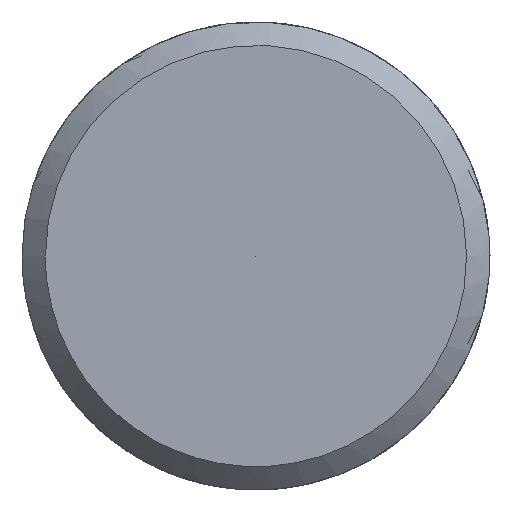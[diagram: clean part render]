
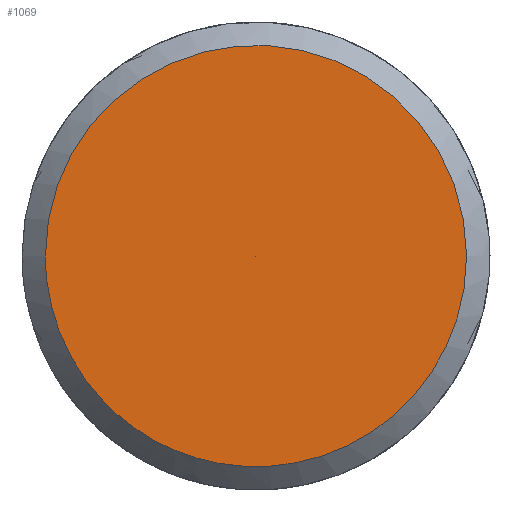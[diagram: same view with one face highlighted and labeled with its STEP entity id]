
A CAD part, left-side view. The second image highlights one B-rep face of the part: STEP entity #1069.
In plain terms, the highlighted free-form (B-spline) face has degree [5, 1] with [6, 2] control points.
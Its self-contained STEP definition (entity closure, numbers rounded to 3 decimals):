
#997 = CARTESIAN_POINT ('', (-57., 2.25, 0.));
#998 = VERTEX_POINT ('', #997);
#1008 = CARTESIAN_POINT ('', (-57., 2.25, 0.));
#1009 = CARTESIAN_POINT ('', (-57., 2.25, 9.));
#1010 = CARTESIAN_POINT ('', (-57., -6.75, 4.5));
#1011 = CARTESIAN_POINT ('', (-57., -6.75, -4.5));
#1012 = CARTESIAN_POINT ('', (-57., 2.25, -9.));
#1013 = CARTESIAN_POINT ('', (-57., 2.25, 0.));
#1014 = (
   BOUNDED_CURVE ()
   B_SPLINE_CURVE (5, (#1008, #1009, #1010, #1011, #1012, #1013), .UNSPECIFIED., .T., .U.)
   B_SPLINE_CURVE_WITH_KNOTS ((6, 6), (0., 1.), .UNSPECIFIED.)
   CURVE ()
   GEOMETRIC_REPRESENTATION_ITEM ()
   RATIONAL_B_SPLINE_CURVE ((5., 1., 1., 1., 1., 5.))
   REPRESENTATION_ITEM ('')
);
#1015 = EDGE_CURVE ('', #998, #998, #1014, .T.);
#1045 = CARTESIAN_POINT ('', (-57., 0., 0.));
#1046 = VERTEX_POINT ('', #1045);
#1047 = CARTESIAN_POINT ('', (-57., 2.25, 0.));
#1048 = CARTESIAN_POINT ('', (-57., 0., 0.));
#1049 = B_SPLINE_CURVE_WITH_KNOTS ('', 1, (#1047, #1048), .UNSPECIFIED., .F., .U., (2, 2), (0., 1.), .UNSPECIFIED.);
#1050 = EDGE_CURVE ('', #998, #1046, #1049, .T.);
#1051 = ORIENTED_EDGE ('', *, *, #1050, .F.);
#1052 = ORIENTED_EDGE ('', *, *, #1015, .T.);
#1053 = ORIENTED_EDGE ('', *, *, #1050, .T.);
#1054 = EDGE_LOOP ('', (#1051, #1052, #1053));
#1055 = FACE_OUTER_BOUND ('', #1054, .F.);
#1056 = CARTESIAN_POINT ('', (-57., 2.25, 0.));
#1057 = CARTESIAN_POINT ('', (-57., 0., 0.));
#1058 = CARTESIAN_POINT ('', (-57., 2.25, 9.));
#1059 = CARTESIAN_POINT ('', (-57., 0., 0.));
#1060 = CARTESIAN_POINT ('', (-57., -6.75, 4.5));
#1061 = CARTESIAN_POINT ('', (-57., 0., 0.));
#1062 = CARTESIAN_POINT ('', (-57., -6.75, -4.5));
#1063 = CARTESIAN_POINT ('', (-57., 0., 0.));
#1064 = CARTESIAN_POINT ('', (-57., 2.25, -9.));
#1065 = CARTESIAN_POINT ('', (-57., 0., 0.));
#1066 = CARTESIAN_POINT ('', (-57., 2.25, 0.));
#1067 = CARTESIAN_POINT ('', (-57., 0., 0.));
#1068 = (
   BOUNDED_SURFACE ()
   B_SPLINE_SURFACE (5, 1, ((#1056, #1057), (#1058, #1059), (#1060, #1061), (#1062, #1063), (#1064, #1065), (#1066, #1067)), .UNSPECIFIED., .T., .F., .U.)
   B_SPLINE_SURFACE_WITH_KNOTS ((6, 6), (2, 2), (0., 1.), (0., 1.), .UNSPECIFIED.)
   SURFACE ()
   GEOMETRIC_REPRESENTATION_ITEM ()
   RATIONAL_B_SPLINE_SURFACE (((5., 5.), (1., 1.), (1., 1.), (1., 1.), (1., 1.), (5., 5.)))
   REPRESENTATION_ITEM ('')
);
#1069 = ADVANCED_FACE ('', (#1055), #1068, .F.);
